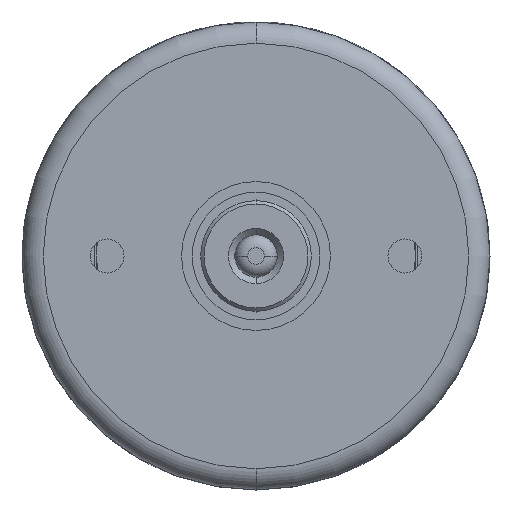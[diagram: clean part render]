
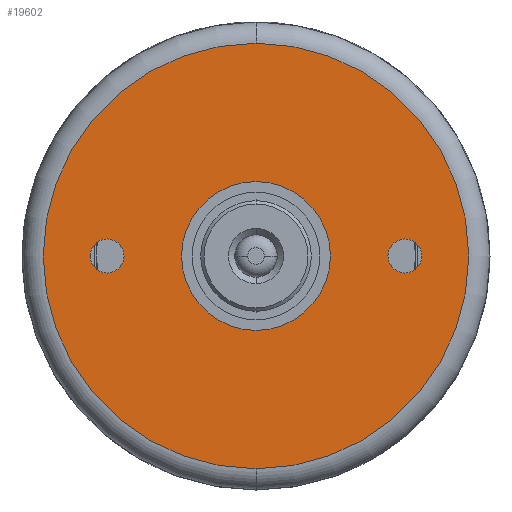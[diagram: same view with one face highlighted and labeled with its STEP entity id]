
A CAD part, front view. The second image highlights one B-rep face of the part: STEP entity #19602.
In plain terms, the highlighted planar face has unit normal (0, -1, 0).
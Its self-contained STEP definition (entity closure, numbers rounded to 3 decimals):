
#257 = EDGE_LOOP ( 'NONE', ( #15082, #7466 ) ) ;
#459 = FACE_BOUND ( 'NONE', #9699, .T. ) ;
#949 = CARTESIAN_POINT ( 'NONE',  ( 0., 1.5, 0. ) ) ;
#964 = DIRECTION ( 'NONE',  ( 0., -1., 0. ) ) ;
#980 = DIRECTION ( 'NONE',  ( 0., -1., 0. ) ) ;
#1447 = DIRECTION ( 'NONE',  ( 0., 0., -1. ) ) ;
#1872 = CIRCLE ( 'NONE', #2646, 3.498 ) ;
#1904 = DIRECTION ( 'NONE',  ( 0., -1., 0. ) ) ;
#2482 = AXIS2_PLACEMENT_3D ( 'NONE', #9843, #11512, #1447 ) ;
#2494 = EDGE_CURVE ( 'NONE', #21768, #21774, #19436, .T. ) ;
#2511 = CARTESIAN_POINT ( 'NONE',  ( 0., 1.5, 0. ) ) ;
#2635 = DIRECTION ( 'NONE',  ( 0., 0., -1. ) ) ;
#2646 = AXIS2_PLACEMENT_3D ( 'NONE', #2511, #14301, #4211 ) ;
#2912 = CIRCLE ( 'NONE', #14725, 0.8 ) ;
#3826 = DIRECTION ( 'NONE',  ( 0., -1., 0. ) ) ;
#3846 = AXIS2_PLACEMENT_3D ( 'NONE', #11061, #980, #12743 ) ;
#3967 = CIRCLE ( 'NONE', #17048, 0.8 ) ;
#4099 = VERTEX_POINT ( 'NONE', #17975 ) ;
#4211 = DIRECTION ( 'NONE',  ( 0., 0., -1. ) ) ;
#4536 = AXIS2_PLACEMENT_3D ( 'NONE', #13944, #3826, #15621 ) ;
#5799 = CARTESIAN_POINT ( 'NONE',  ( -7., 1.5, -0.8 ) ) ;
#5811 = CARTESIAN_POINT ( 'NONE',  ( 7., 1.5, -0.8 ) ) ;
#6487 = EDGE_CURVE ( 'NONE', #17637, #18512, #1872, .T. ) ;
#7028 = CARTESIAN_POINT ( 'NONE',  ( 0., 1.5, 3.498 ) ) ;
#7466 = ORIENTED_EDGE ( 'NONE', *, *, #15033, .F. ) ;
#7575 = AXIS2_PLACEMENT_3D ( 'NONE', #19434, #9357, #21126 ) ;
#7838 = FACE_BOUND ( 'NONE', #15203, .T. ) ;
#8358 = CIRCLE ( 'NONE', #14891, 3.498 ) ;
#8528 = CIRCLE ( 'NONE', #4536, 10. ) ;
#9266 = DIRECTION ( 'NONE',  ( 0., -1., 0. ) ) ;
#9357 = DIRECTION ( 'NONE',  ( 0., -1., 0. ) ) ;
#9699 = EDGE_LOOP ( 'NONE', ( #11152, #19450 ) ) ;
#9843 = CARTESIAN_POINT ( 'NONE',  ( 3.498, 1.5, 0. ) ) ;
#9889 = CARTESIAN_POINT ( 'NONE',  ( -7., 1.5, 0.8 ) ) ;
#10336 = ORIENTED_EDGE ( 'NONE', *, *, #11128, .T. ) ;
#10881 = CARTESIAN_POINT ( 'NONE',  ( 7., 1.5, 0.8 ) ) ;
#11047 = CARTESIAN_POINT ( 'NONE',  ( -7., 1.5, 0. ) ) ;
#11061 = CARTESIAN_POINT ( 'NONE',  ( 7., 1.5, 0. ) ) ;
#11128 = EDGE_CURVE ( 'NONE', #20606, #4099, #8528, .T. ) ;
#11152 = ORIENTED_EDGE ( 'NONE', *, *, #2494, .F. ) ;
#11512 = DIRECTION ( 'NONE',  ( 0., -1., 0. ) ) ;
#11982 = CARTESIAN_POINT ( 'NONE',  ( 0., 1.5, 0. ) ) ;
#12007 = ORIENTED_EDGE ( 'NONE', *, *, #14055, .F. ) ;
#12289 = FACE_BOUND ( 'NONE', #257, .T. ) ;
#12683 = EDGE_CURVE ( 'NONE', #21774, #21768, #2912, .T. ) ;
#12719 = DIRECTION ( 'NONE',  ( 0., -1., 0. ) ) ;
#12730 = DIRECTION ( 'NONE',  ( 0., 0., -1. ) ) ;
#12743 = DIRECTION ( 'NONE',  ( 0., 0., -1. ) ) ;
#13694 = DIRECTION ( 'NONE',  ( 0., 0., -1. ) ) ;
#13944 = CARTESIAN_POINT ( 'NONE',  ( 0., 1.5, 0. ) ) ;
#14055 = EDGE_CURVE ( 'NONE', #18512, #17637, #8358, .T. ) ;
#14301 = DIRECTION ( 'NONE',  ( 0., -1., 0. ) ) ;
#14624 = VERTEX_POINT ( 'NONE', #9889 ) ;
#14725 = AXIS2_PLACEMENT_3D ( 'NONE', #19331, #9266, #21029 ) ;
#14891 = AXIS2_PLACEMENT_3D ( 'NONE', #949, #12719, #2635 ) ;
#15033 = EDGE_CURVE ( 'NONE', #14624, #19341, #18846, .T. ) ;
#15082 = ORIENTED_EDGE ( 'NONE', *, *, #17024, .F. ) ;
#15203 = EDGE_LOOP ( 'NONE', ( #16836, #12007 ) ) ;
#15423 = EDGE_CURVE ( 'NONE', #4099, #20606, #20396, .T. ) ;
#15621 = DIRECTION ( 'NONE',  ( 0., 0., -1. ) ) ;
#16168 = AXIS2_PLACEMENT_3D ( 'NONE', #11982, #1904, #13694 ) ;
#16836 = ORIENTED_EDGE ( 'NONE', *, *, #6487, .F. ) ;
#17024 = EDGE_CURVE ( 'NONE', #19341, #14624, #3967, .T. ) ;
#17048 = AXIS2_PLACEMENT_3D ( 'NONE', #11047, #964, #12730 ) ;
#17488 = ORIENTED_EDGE ( 'NONE', *, *, #15423, .T. ) ;
#17637 = VERTEX_POINT ( 'NONE', #21188 ) ;
#17975 = CARTESIAN_POINT ( 'NONE',  ( 0., 1.5, 10. ) ) ;
#18512 = VERTEX_POINT ( 'NONE', #7028 ) ;
#18846 = CIRCLE ( 'NONE', #7575, 0.8 ) ;
#19258 = CARTESIAN_POINT ( 'NONE',  ( 0., 1.5, -10. ) ) ;
#19331 = CARTESIAN_POINT ( 'NONE',  ( 7., 1.5, 0. ) ) ;
#19341 = VERTEX_POINT ( 'NONE', #5799 ) ;
#19434 = CARTESIAN_POINT ( 'NONE',  ( -7., 1.5, 0. ) ) ;
#19436 = CIRCLE ( 'NONE', #3846, 0.8 ) ;
#19450 = ORIENTED_EDGE ( 'NONE', *, *, #12683, .F. ) ;
#19602 = ADVANCED_FACE ( 'NONE', ( #12289, #459, #21256, #7838 ), #19915, .T. ) ;
#19915 = PLANE ( 'NONE',  #2482 ) ;
#20151 = EDGE_LOOP ( 'NONE', ( #10336, #17488 ) ) ;
#20396 = CIRCLE ( 'NONE', #16168, 10. ) ;
#20606 = VERTEX_POINT ( 'NONE', #19258 ) ;
#21029 = DIRECTION ( 'NONE',  ( 0., 0., -1. ) ) ;
#21126 = DIRECTION ( 'NONE',  ( 0., 0., -1. ) ) ;
#21188 = CARTESIAN_POINT ( 'NONE',  ( 0., 1.5, -3.498 ) ) ;
#21256 = FACE_OUTER_BOUND ( 'NONE', #20151, .T. ) ;
#21768 = VERTEX_POINT ( 'NONE', #5811 ) ;
#21774 = VERTEX_POINT ( 'NONE', #10881 ) ;
